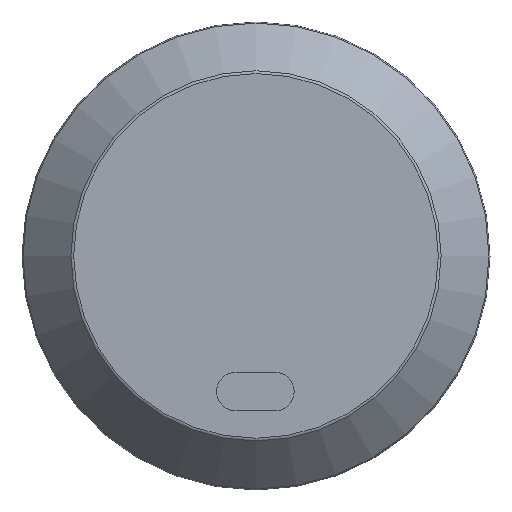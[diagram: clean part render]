
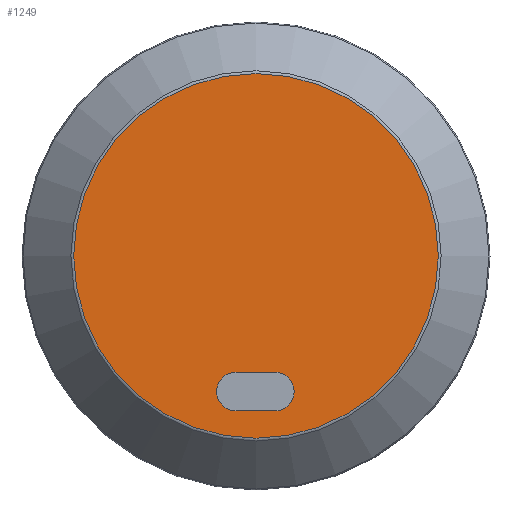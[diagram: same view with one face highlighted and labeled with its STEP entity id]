
A CAD part, top view. The second image highlights one B-rep face of the part: STEP entity #1249.
In plain terms, the highlighted planar face has unit normal (0, 0, 1).
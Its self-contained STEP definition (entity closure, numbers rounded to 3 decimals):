
#1188=CARTESIAN_POINT('',(0.,0.,38.679));
#1189=DIRECTION('',(0.,0.,1.));
#1190=DIRECTION('',(1.,0.,0.));
#1191=AXIS2_PLACEMENT_3D('',#1188,#1189,#1190);
#1192=PLANE('',#1191);
#1193=CARTESIAN_POINT('',(47.069,-0.,38.679));
#1194=VERTEX_POINT('',#1193);
#1195=CARTESIAN_POINT('',(0.,0.,38.679));
#1196=DIRECTION('',(0.,0.,1.));
#1197=DIRECTION('',(1.,0.,-0.));
#1198=AXIS2_PLACEMENT_3D('',#1195,#1196,#1197);
#1199=CIRCLE('',#1198,47.069);
#1200=EDGE_CURVE('',#1194,#1194,#1199,.T.);
#1201=ORIENTED_EDGE('',*,*,#1200,.T.);
#1202=EDGE_LOOP('',(#1201));
#1203=FACE_BOUND('',#1202,.T.);
#1204=CARTESIAN_POINT('',(-10.161,-35.028,38.679));
#1205=VERTEX_POINT('',#1204);
#1206=CARTESIAN_POINT('',(-5.161,-40.028,38.679));
#1207=VERTEX_POINT('',#1206);
#1208=CARTESIAN_POINT('',(-5.161,-35.028,38.679));
#1209=DIRECTION('',(0.,0.,1.));
#1210=DIRECTION('',(-1.,0.,0.));
#1211=AXIS2_PLACEMENT_3D('',#1208,#1209,#1210);
#1212=CIRCLE('',#1211,5.);
#1213=EDGE_CURVE('',#1205,#1207,#1212,.T.);
#1214=ORIENTED_EDGE('',*,*,#1213,.F.);
#1215=CARTESIAN_POINT('',(-5.161,-30.028,38.679));
#1216=VERTEX_POINT('',#1215);
#1217=CARTESIAN_POINT('',(-5.161,-35.028,38.679));
#1218=DIRECTION('',(0.,0.,1.));
#1219=DIRECTION('',(-1.,0.,0.));
#1220=AXIS2_PLACEMENT_3D('',#1217,#1218,#1219);
#1221=CIRCLE('',#1220,5.);
#1222=EDGE_CURVE('',#1216,#1205,#1221,.T.);
#1223=ORIENTED_EDGE('',*,*,#1222,.F.);
#1224=CARTESIAN_POINT('',(4.839,-30.028,38.679));
#1225=VERTEX_POINT('',#1224);
#1226=CARTESIAN_POINT('',(4.839,-30.028,38.679));
#1227=DIRECTION('',(-1.,0.,0.));
#1228=VECTOR('',#1227,10.);
#1229=LINE('',#1226,#1228);
#1230=EDGE_CURVE('',#1225,#1216,#1229,.T.);
#1231=ORIENTED_EDGE('',*,*,#1230,.F.);
#1232=CARTESIAN_POINT('',(4.839,-40.028,38.679));
#1233=VERTEX_POINT('',#1232);
#1234=CARTESIAN_POINT('',(4.839,-35.028,38.679));
#1235=DIRECTION('',(0.,0.,1.));
#1236=DIRECTION('',(-1.,0.,0.));
#1237=AXIS2_PLACEMENT_3D('',#1234,#1235,#1236);
#1238=CIRCLE('',#1237,5.);
#1239=EDGE_CURVE('',#1233,#1225,#1238,.T.);
#1240=ORIENTED_EDGE('',*,*,#1239,.F.);
#1241=CARTESIAN_POINT('',(-5.161,-40.028,38.679));
#1242=DIRECTION('',(1.,-0.,0.));
#1243=VECTOR('',#1242,10.);
#1244=LINE('',#1241,#1243);
#1245=EDGE_CURVE('',#1207,#1233,#1244,.T.);
#1246=ORIENTED_EDGE('',*,*,#1245,.F.);
#1247=EDGE_LOOP('',(#1214,#1223,#1231,#1240,#1246));
#1248=FACE_BOUND('',#1247,.T.);
#1249=ADVANCED_FACE('',(#1203,#1248),#1192,.T.);
